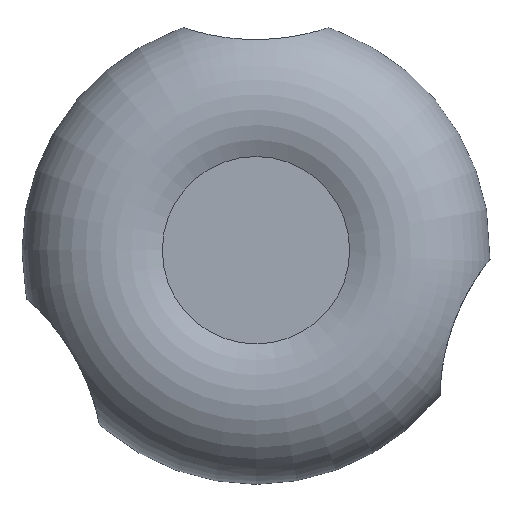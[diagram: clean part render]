
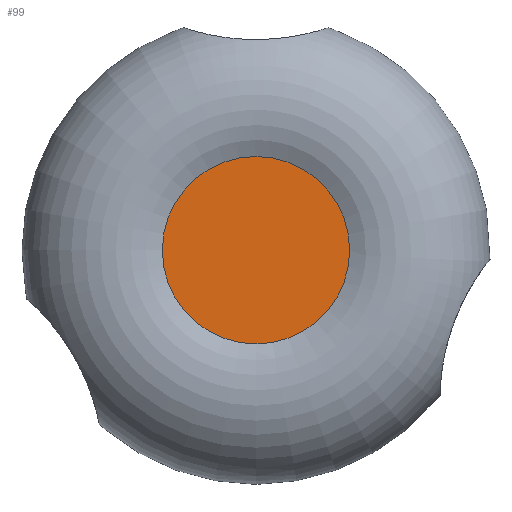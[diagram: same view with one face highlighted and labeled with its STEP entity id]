
A CAD part, top view. The second image highlights one B-rep face of the part: STEP entity #99.
In plain terms, the highlighted planar face has unit normal (0, 0, 1).
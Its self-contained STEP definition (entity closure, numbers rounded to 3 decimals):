
#99 = ADVANCED_FACE( '', ( #221 ), #222, .F. );
#221 = FACE_OUTER_BOUND( '', #359, .T. );
#222 = PLANE( '', #360 );
#359 = EDGE_LOOP( '', ( #583 ) );
#360 = AXIS2_PLACEMENT_3D( '', #584, #585, #586 );
#583 = ORIENTED_EDGE( '', *, *, #782, .T. );
#584 = CARTESIAN_POINT( '', ( 0., 10., 31.66 ) );
#585 = DIRECTION( '', ( 0., 0., -1. ) );
#586 = DIRECTION( '', ( 0., 1., 0. ) );
#782 = EDGE_CURVE( '', #929, #929, #930, .T. );
#929 = VERTEX_POINT( '', #1497 );
#930 = CIRCLE( '', #1498, 10. );
#1497 = CARTESIAN_POINT( '', ( 0., -10., 31.66 ) );
#1498 = AXIS2_PLACEMENT_3D( '', #1926, #1927, #1928 );
#1926 = CARTESIAN_POINT( '', ( 0., 0., 31.66 ) );
#1927 = DIRECTION( '', ( 0., 0., 1. ) );
#1928 = DIRECTION( '', ( 0., -1., 0. ) );
